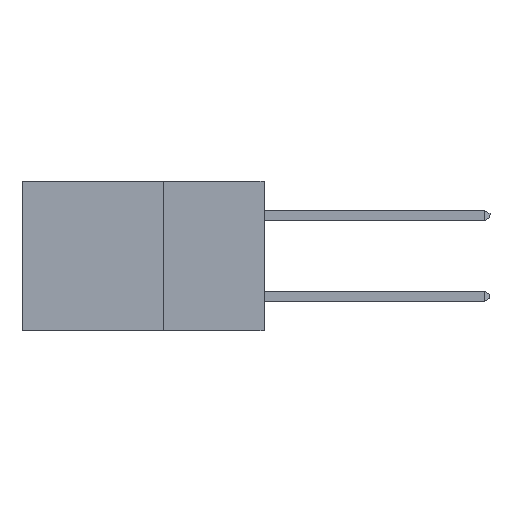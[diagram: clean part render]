
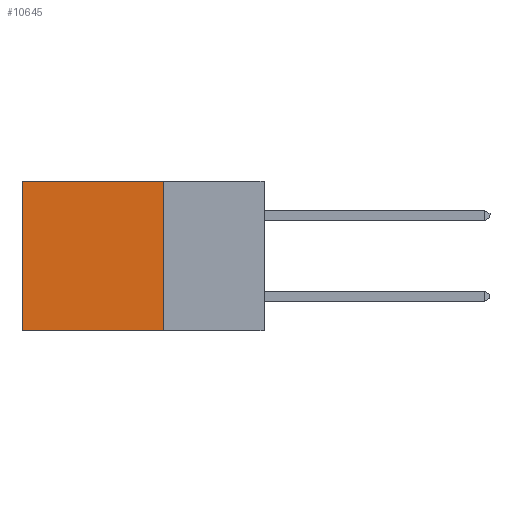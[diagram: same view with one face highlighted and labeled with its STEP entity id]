
A CAD part, left-side view. The second image highlights one B-rep face of the part: STEP entity #10645.
In plain terms, the highlighted planar face has unit normal (-1, 0, 0).
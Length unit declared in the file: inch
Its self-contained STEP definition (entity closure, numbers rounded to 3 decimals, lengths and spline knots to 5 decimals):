
#8 = VERTEX_POINT ( 'NONE', #9478 ) ;
#495 = DIRECTION ( 'NONE',  ( 0., 0., -1. ) ) ;
#620 = DIRECTION ( 'NONE',  ( 0., 1., 0. ) ) ;
#967 = EDGE_CURVE ( 'NONE', #10905, #5359, #4334, .T. ) ;
#2285 = LINE ( 'NONE', #9389, #4239 ) ;
#2384 = ORIENTED_EDGE ( 'NONE', *, *, #9727, .T. ) ;
#3077 = CARTESIAN_POINT ( 'NONE',  ( 0.298, 0.25, 0. ) ) ;
#3375 = DIRECTION ( 'NONE',  ( 0., 1., 0. ) ) ;
#3862 = EDGE_CURVE ( 'NONE', #10905, #8, #8035, .T. ) ;
#4239 = VECTOR ( 'NONE', #495, 39.37008 ) ;
#4263 = DIRECTION ( 'NONE',  ( 0., 0., -1. ) ) ;
#4310 = CARTESIAN_POINT ( 'NONE',  ( 0.298, 0.25, 0. ) ) ;
#4334 = LINE ( 'NONE', #5691, #6350 ) ;
#5359 = VERTEX_POINT ( 'NONE', #5736 ) ;
#5379 = ORIENTED_EDGE ( 'NONE', *, *, #10357, .F. ) ;
#5643 = ORIENTED_EDGE ( 'NONE', *, *, #3862, .T. ) ;
#5691 = CARTESIAN_POINT ( 'NONE',  ( 0.298, 0.25, 0. ) ) ;
#5736 = CARTESIAN_POINT ( 'NONE',  ( 0.298, 0.25, -0.37 ) ) ;
#5912 = CARTESIAN_POINT ( 'NONE',  ( 0.298, 0.6, -0.37 ) ) ;
#6050 = DIRECTION ( 'NONE',  ( 1., 0., 0. ) ) ;
#6350 = VECTOR ( 'NONE', #4263, 39.37008 ) ;
#7327 = AXIS2_PLACEMENT_3D ( 'NONE', #3077, #6050, #12523 ) ;
#8035 = LINE ( 'NONE', #11000, #10390 ) ;
#8206 = VECTOR ( 'NONE', #620, 39.37008 ) ;
#8347 = FACE_OUTER_BOUND ( 'NONE', #10388, .T. ) ;
#9099 = VERTEX_POINT ( 'NONE', #5912 ) ;
#9389 = CARTESIAN_POINT ( 'NONE',  ( 0.298, 0.6, 0. ) ) ;
#9478 = CARTESIAN_POINT ( 'NONE',  ( 0.298, 0.6, 0. ) ) ;
#9727 = EDGE_CURVE ( 'NONE', #8, #9099, #2285, .T. ) ;
#10357 = EDGE_CURVE ( 'NONE', #5359, #9099, #10670, .T. ) ;
#10388 = EDGE_LOOP ( 'NONE', ( #2384, #5379, #12200, #5643 ) ) ;
#10390 = VECTOR ( 'NONE', #3375, 39.37008 ) ;
#10398 = CARTESIAN_POINT ( 'NONE',  ( 0.298, 0.25, -0.37 ) ) ;
#10645 = ADVANCED_FACE ( 'NONE', ( #8347 ), #11664, .F. ) ;
#10670 = LINE ( 'NONE', #10398, #8206 ) ;
#10905 = VERTEX_POINT ( 'NONE', #4310 ) ;
#11000 = CARTESIAN_POINT ( 'NONE',  ( 0.298, 0.25, 0. ) ) ;
#11664 = PLANE ( 'NONE',  #7327 ) ;
#12200 = ORIENTED_EDGE ( 'NONE', *, *, #967, .F. ) ;
#12523 = DIRECTION ( 'NONE',  ( 0., 0., -1. ) ) ;
